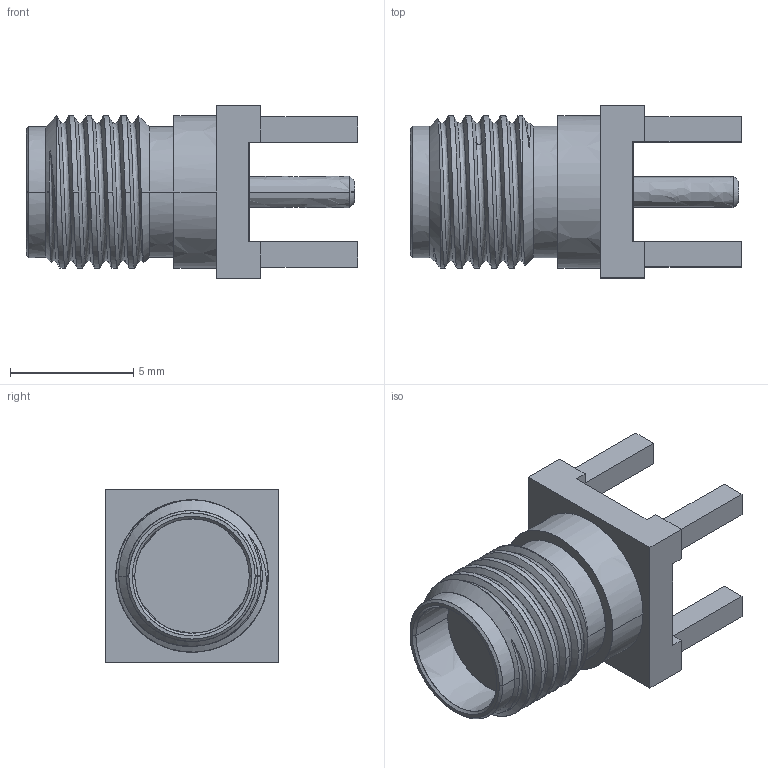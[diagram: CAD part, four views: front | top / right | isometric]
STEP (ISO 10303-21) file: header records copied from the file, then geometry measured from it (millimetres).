
FILE_DESCRIPTION(('FreeCAD Model'),'2;1');
FILE_NAME('amphenol_132134.step', '2020-02-24T22:26:58',('Author'),(''), 'Open CASCADE STEP processor 6.8','FreeCAD','Unknown');
FILE_SCHEMA(('AUTOMOTIVE_DESIGN_CC2 { 1 2 10303 214 -1 1 5 4 }'));
Length unit declared in the file: millimetre
Products named in the file (6): ASSEMBLY; amphenol_132134004; amphenol_132134003; amphenol_132134002; amphenol_132134; amphenol_132134001
Assembly tree (5 placements, depth 2):
  ASSEMBLY
    amphenol_132134004
    amphenol_132134003
    amphenol_132134002
    amphenol_132134
    amphenol_132134001
Bounding box: 13.47 x 7 x 7 mm (x, y, z)
Surface area: 713.7 mm2 (no closed solid volume)
Topology: 0 solids, 138 shells, 138 faces, 654 edges, 652 vertices
Faces by surface type: bspline 138
Entity records: 24147 total; most frequent: CARTESIAN_POINT 15785, B_SPLINE_CURVE_WITH_KNOTS 795, ORIENTED_EDGE 652, EDGE_CURVE 652, VERTEX_POINT 652, SURFACE_CURVE 652, PCURVE 652, DEFINITIONAL_REPRESENTATION 652
